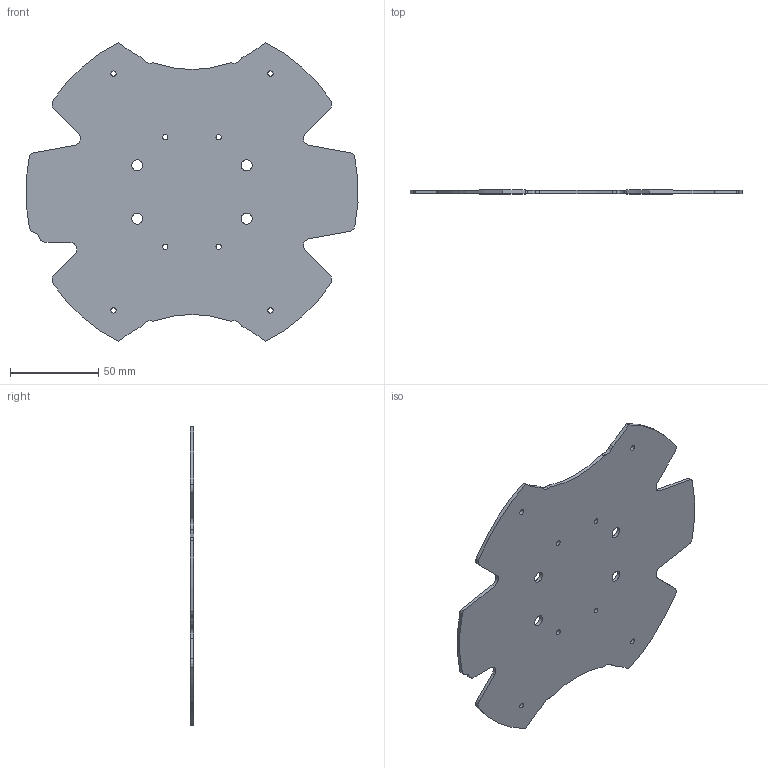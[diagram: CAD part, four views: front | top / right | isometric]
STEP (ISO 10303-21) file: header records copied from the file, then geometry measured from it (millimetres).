
FILE_DESCRIPTION(/* description */ (''),/* implementation_level */ '2;1');
FILE_NAME(/* name */ 'mb.stp',/* time_stamp */ '2024-12-20T03:33:53+03:00',/* author */ ('Ivan'),/* organization */ (''),/* preprocessor_version */ 'ST-DEVELOPER v18',/* originating_system */ 'Autodesk Inventor 2020',/* authorisation */ '');
FILE_SCHEMA (('CONFIG_CONTROL_DESIGN'));
Length unit declared in the file: millimetre
Products named in the file (1): motherboard
Bounding box: 188.09 x 2 x 169.36 mm (x, y, z)
Volume: 46591.4 mm3; surface area: 48306.7 mm2
Topology: 1 solids, 1 shells, 60 faces, 217 edges, 171 vertices
Faces by surface type: cylinder 50, plane 10
Full cylindrical faces by diameter (mm): 3 x8, 6.2 x4
Entity records: 2466 total; most frequent: DIRECTION 474, CARTESIAN_POINT 426, ORIENTED_EDGE 372, AXIS2_PLACEMENT_3D 200, EDGE_CURVE 186, CIRCLE 139, VERTEX_POINT 128, EDGE_LOOP 84
